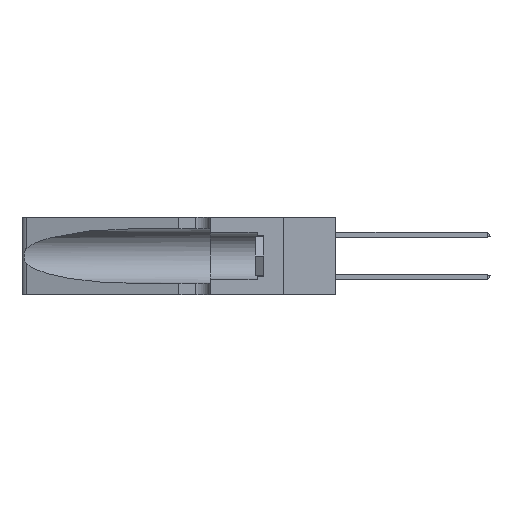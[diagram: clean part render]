
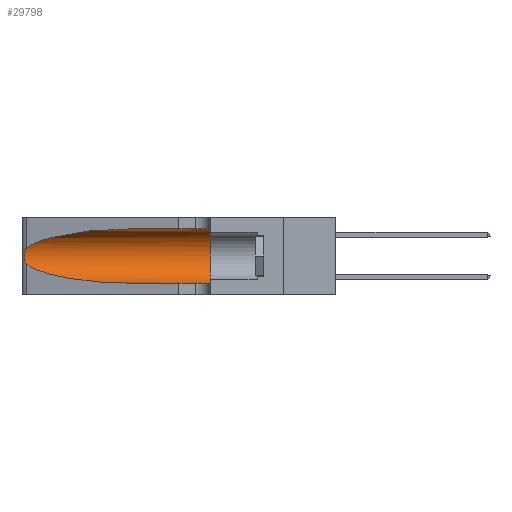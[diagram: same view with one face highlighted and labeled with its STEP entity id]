
A CAD part, left-side view. The second image highlights one B-rep face of the part: STEP entity #29798.
In plain terms, the highlighted cylindrical face has radius 3.308 mm (diameter 6.617 mm), a partial arc.
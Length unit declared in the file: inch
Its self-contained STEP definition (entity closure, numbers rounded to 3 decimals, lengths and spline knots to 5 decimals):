
#61 = CARTESIAN_POINT ( 'NONE',  ( 0.25854, 1.2359, 0.20912 ) ) ;
#844 = CARTESIAN_POINT ( 'NONE',  ( 0.25487, 1.22718, 0.14631 ) ) ;
#1376 = CARTESIAN_POINT ( 'NONE',  ( 0.2373, 1.15595, 0.28018 ) ) ;
#1561 = CARTESIAN_POINT ( 'NONE',  ( 0.1305, 1.61858, 0.185 ) ) ;
#1854 = B_SPLINE_CURVE_WITH_KNOTS ( 'NONE', 3,
 ( #26267, #11912, #34868, #17722, #61, #20625, #3094, #23476, #6092, #26389, #9057, #29264, #12032, #32132 ),
 .UNSPECIFIED., .F., .F.,
 ( 4, 2, 2, 2, 2, 2, 4 ),
 ( 0., 0.00027, 0.00053, 0.00107, 0.0016, 0.00187, 0.00214 ),
 .UNSPECIFIED. ) ;
#3094 = CARTESIAN_POINT ( 'NONE',  ( 0.26075, 1.23896, 0.19203 ) ) ;
#3307 = CIRCLE ( 'NONE', #32485, 0.13025 ) ;
#4232 = VERTEX_POINT ( 'NONE', #10351 ) ;
#6092 = CARTESIAN_POINT ( 'NONE',  ( 0.26017, 1.23833, 0.17102 ) ) ;
#6189 = FACE_OUTER_BOUND ( 'NONE', #11637, .T. ) ;
#6232 = CARTESIAN_POINT ( 'NONE',  ( 0.1305, 0.35, 0.185 ) ) ;
#7271 = VERTEX_POINT ( 'NONE', #27086 ) ;
#8183 = AXIS2_PLACEMENT_3D ( 'NONE', #1561, #27661, #16227 ) ;
#8360 = ORIENTED_EDGE ( 'NONE', *, *, #24804, .F. ) ;
#9057 = CARTESIAN_POINT ( 'NONE',  ( 0.25789, 1.23486, 0.15765 ) ) ;
#9207 = DIRECTION ( 'NONE',  ( 0., 0., 1. ) ) ;
#9798 = CARTESIAN_POINT ( 'NONE',  ( 0.1305, 0.72297, 0.05475 ) ) ;
#9841 = LINE ( 'NONE', #29409, #24304 ) ;
#10351 = CARTESIAN_POINT ( 'NONE',  ( 0.25487, 1.22718, 0.14631 ) ) ;
#11484 = ORIENTED_EDGE ( 'NONE', *, *, #15349, .T. ) ;
#11637 = EDGE_LOOP ( 'NONE', ( #28837, #11484, #20514, #16507, #8360, #25308 ) ) ;
#11912 = CARTESIAN_POINT ( 'NONE',  ( 0.25555, 1.22994, 0.2215 ) ) ;
#12032 = CARTESIAN_POINT ( 'NONE',  ( 0.25555, 1.22993, 0.14849 ) ) ;
#12714 = EDGE_CURVE ( 'NONE', #29949, #7271, #15520, .T. ) ;
#14319 = VECTOR ( 'NONE', #21206, 39.37008 ) ;
#15082 = DIRECTION ( 'NONE',  ( 0., -1., 0. ) ) ;
#15349 = EDGE_CURVE ( 'NONE', #7271, #4232, #1854, .T. ) ;
#15401 = CARTESIAN_POINT ( 'NONE',  ( 0.1305, 0.35, 0.31525 ) ) ;
#15411 = VERTEX_POINT ( 'NONE', #20998 ) ;
#15520 =( BOUNDED_CURVE ( )  B_SPLINE_CURVE ( 3, ( #16053, #18964, #1376, #21847 ),
 .UNSPECIFIED., .F., .F. ) 
 B_SPLINE_CURVE_WITH_KNOTS ( ( 4, 4 ),
 ( 1.5708, 2.84003 ),
 .UNSPECIFIED. ) 
 CURVE ( )  GEOMETRIC_REPRESENTATION_ITEM ( )  RATIONAL_B_SPLINE_CURVE ( ( 1., 0.87, 0.87, 1. ) ) 
 REPRESENTATION_ITEM ( '' )  );
#16053 = CARTESIAN_POINT ( 'NONE',  ( 0.1305, 0.72297, 0.31525 ) ) ;
#16227 = DIRECTION ( 'NONE',  ( 0., 0., -1. ) ) ;
#16507 = ORIENTED_EDGE ( 'NONE', *, *, #37015, .T. ) ;
#17722 = CARTESIAN_POINT ( 'NONE',  ( 0.25787, 1.23484, 0.2124 ) ) ;
#18045 = CARTESIAN_POINT ( 'NONE',  ( 0.1305, 0.72297, 0.05475 ) ) ;
#18318 = CARTESIAN_POINT ( 'NONE',  ( 0.1305, 1.61858, 0.05475 ) ) ;
#18451 = CARTESIAN_POINT ( 'NONE',  ( 0.2373, 1.15595, 0.08982 ) ) ;
#18964 = CARTESIAN_POINT ( 'NONE',  ( 0.18966, 0.96281, 0.31525 ) ) ;
#19853 = EDGE_CURVE ( 'NONE', #29949, #33285, #9841, .T. ) ;
#20514 = ORIENTED_EDGE ( 'NONE', *, *, #35187, .T. ) ;
#20625 = CARTESIAN_POINT ( 'NONE',  ( 0.26018, 1.23835, 0.19895 ) ) ;
#20781 = CYLINDRICAL_SURFACE ( 'NONE', #8183, 0.13025 ) ;
#20998 = CARTESIAN_POINT ( 'NONE',  ( 0.1305, 0.35, 0.05475 ) ) ;
#21206 = DIRECTION ( 'NONE',  ( 0., -1., 0. ) ) ;
#21847 = CARTESIAN_POINT ( 'NONE',  ( 0.25487, 1.22718, 0.22369 ) ) ;
#23021 = VERTEX_POINT ( 'NONE', #18045 ) ;
#23476 = CARTESIAN_POINT ( 'NONE',  ( 0.26075, 1.23896, 0.178 ) ) ;
#24304 = VECTOR ( 'NONE', #15082, 39.37008 ) ;
#24804 = EDGE_CURVE ( 'NONE', #33285, #15411, #3307, .T. ) ;
#25308 = ORIENTED_EDGE ( 'NONE', *, *, #19853, .F. ) ;
#26267 = CARTESIAN_POINT ( 'NONE',  ( 0.25487, 1.22718, 0.22369 ) ) ;
#26389 = CARTESIAN_POINT ( 'NONE',  ( 0.25856, 1.23593, 0.16098 ) ) ;
#26529 = DIRECTION ( 'NONE',  ( 0., 1., 0. ) ) ;
#27086 = CARTESIAN_POINT ( 'NONE',  ( 0.25487, 1.22718, 0.22369 ) ) ;
#27089 = CARTESIAN_POINT ( 'NONE',  ( 0.18966, 0.96281, 0.05475 ) ) ;
#27661 = DIRECTION ( 'NONE',  ( 0., -1., 0. ) ) ;
#28414 = CARTESIAN_POINT ( 'NONE',  ( 0.1305, 0.72297, 0.31525 ) ) ;
#28837 = ORIENTED_EDGE ( 'NONE', *, *, #12714, .T. ) ;
#29264 = CARTESIAN_POINT ( 'NONE',  ( 0.25639, 1.23186, 0.15144 ) ) ;
#29409 = CARTESIAN_POINT ( 'NONE',  ( 0.1305, 1.61858, 0.31525 ) ) ;
#29613 = LINE ( 'NONE', #18318, #14319 ) ;
#29798 = ADVANCED_FACE ( 'NONE', ( #6189 ), #20781, .F. ) ;
#29949 = VERTEX_POINT ( 'NONE', #28414 ) ;
#32132 = CARTESIAN_POINT ( 'NONE',  ( 0.25487, 1.22718, 0.14631 ) ) ;
#32485 = AXIS2_PLACEMENT_3D ( 'NONE', #6232, #26529, #9207 ) ;
#33285 = VERTEX_POINT ( 'NONE', #15401 ) ;
#34868 = CARTESIAN_POINT ( 'NONE',  ( 0.25639, 1.23184, 0.21858 ) ) ;
#35187 = EDGE_CURVE ( 'NONE', #4232, #23021, #36647, .T. ) ;
#36647 =( BOUNDED_CURVE ( )  B_SPLINE_CURVE ( 3, ( #844, #18451, #27089, #9798 ),
 .UNSPECIFIED., .F., .T. ) 
 B_SPLINE_CURVE_WITH_KNOTS ( ( 4, 4 ),
 ( 3.44316, 4.71239 ),
 .UNSPECIFIED. ) 
 CURVE ( )  GEOMETRIC_REPRESENTATION_ITEM ( )  RATIONAL_B_SPLINE_CURVE ( ( 1., 0.87, 0.87, 1. ) ) 
 REPRESENTATION_ITEM ( '' )  );
#37015 = EDGE_CURVE ( 'NONE', #23021, #15411, #29613, .T. ) ;
